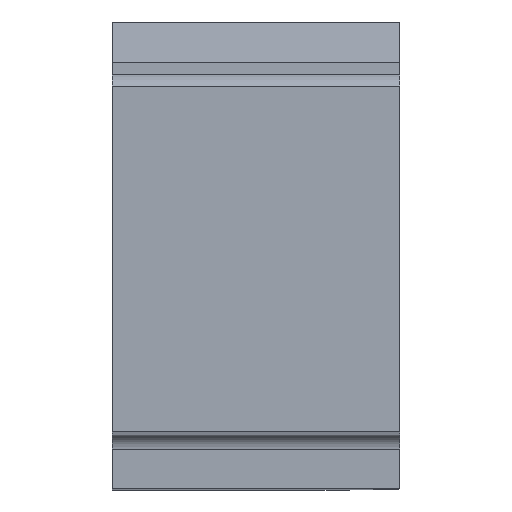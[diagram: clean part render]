
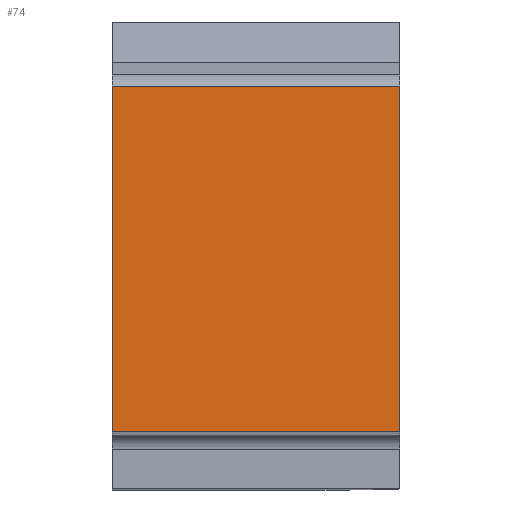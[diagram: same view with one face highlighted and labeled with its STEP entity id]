
A CAD part, top view. The second image highlights one B-rep face of the part: STEP entity #74.
In plain terms, the highlighted planar face has unit normal (0, 0, 1).
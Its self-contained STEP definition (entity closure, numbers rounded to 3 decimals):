
#74=ADVANCED_FACE('',(#142),#115,.F.);
#115=PLANE('',#933);
#142=FACE_OUTER_BOUND('',#186,.T.);
#186=EDGE_LOOP('',(#349,#350,#351,#352));
#349=ORIENTED_EDGE('',*,*,#645,.F.);
#350=ORIENTED_EDGE('',*,*,#639,.T.);
#351=ORIENTED_EDGE('',*,*,#646,.T.);
#352=ORIENTED_EDGE('',*,*,#580,.T.);
#500=VERTEX_POINT('',#1259);
#501=VERTEX_POINT('',#1261);
#549=VERTEX_POINT('',#1391);
#550=VERTEX_POINT('',#1393);
#580=EDGE_CURVE('',#501,#500,#701,.T.);
#639=EDGE_CURVE('',#550,#549,#741,.T.);
#645=EDGE_CURVE('',#550,#500,#746,.T.);
#646=EDGE_CURVE('',#549,#501,#747,.T.);
#701=LINE('',#1260,#783);
#741=LINE('',#1392,#823);
#746=LINE('',#1404,#828);
#747=LINE('',#1406,#829);
#783=VECTOR('',#999,1.);
#823=VECTOR('',#1093,1.);
#828=VECTOR('',#1106,1.);
#829=VECTOR('',#1109,1.);
#933=AXIS2_PLACEMENT_3D('',#1407,#1110,#1111);
#999=DIRECTION('',(0.,-1.,0.));
#1093=DIRECTION('',(0.,1.,0.));
#1106=DIRECTION('',(-1.,0.,0.));
#1109=DIRECTION('',(-1.,0.,0.));
#1110=DIRECTION('',(0.,0.,-1.));
#1111=DIRECTION('',(1.,0.,0.));
#1259=CARTESIAN_POINT('',(-15.875,0.,0.));
#1260=CARTESIAN_POINT('',(-15.875,19.05,0.));
#1261=CARTESIAN_POINT('',(-15.875,19.05,0.));
#1391=CARTESIAN_POINT('',(0.,19.05,0.));
#1392=CARTESIAN_POINT('',(0.,0.,0.));
#1393=CARTESIAN_POINT('',(0.,0.,0.));
#1404=CARTESIAN_POINT('',(0.,0.,0.));
#1406=CARTESIAN_POINT('',(0.,19.05,0.));
#1407=CARTESIAN_POINT('',(-14.65,19.05,0.));
